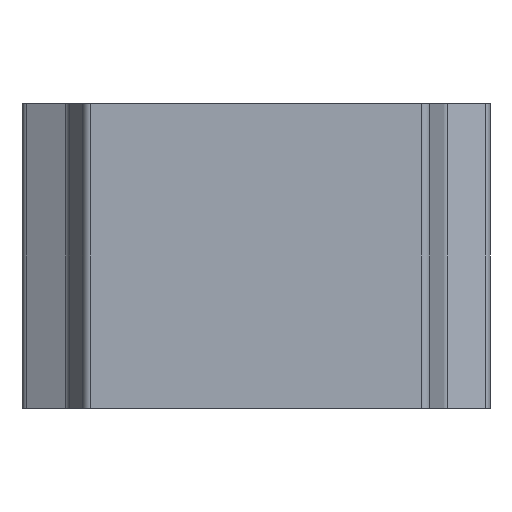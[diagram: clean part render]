
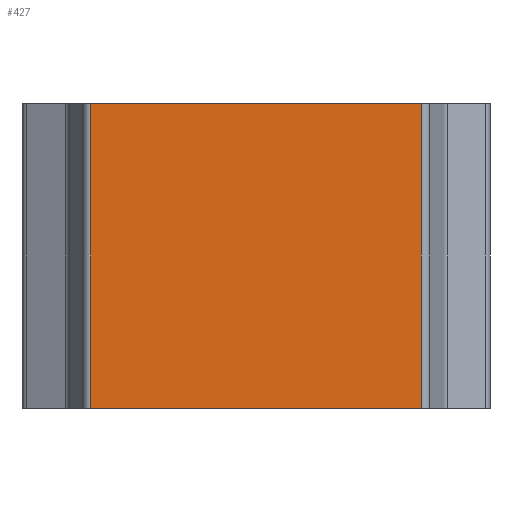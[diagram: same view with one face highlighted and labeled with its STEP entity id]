
A CAD part, front view. The second image highlights one B-rep face of the part: STEP entity #427.
In plain terms, the highlighted planar face has unit normal (0, -1, 0).
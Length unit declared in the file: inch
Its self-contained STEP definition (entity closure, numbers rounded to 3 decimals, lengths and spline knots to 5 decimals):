
#26 = EDGE_LOOP ( 'NONE', ( #581, #487, #370, #445 ) ) ;
#32 = AXIS2_PLACEMENT_3D ( 'NONE', #407, #258, #509 ) ;
#38 = CARTESIAN_POINT ( 'NONE',  ( 0.19254, -0.08675, 0.3545 ) ) ;
#41 = DIRECTION ( 'NONE',  ( 0., 0., -1. ) ) ;
#72 = FACE_OUTER_BOUND ( 'NONE', #26, .T. ) ;
#81 = CARTESIAN_POINT ( 'NONE',  ( -0.19254, -0.08675, 0. ) ) ;
#87 = VERTEX_POINT ( 'NONE', #81 ) ;
#113 = EDGE_CURVE ( 'NONE', #87, #510, #550, .T. ) ;
#143 = VECTOR ( 'NONE', #41, 39.37008 ) ;
#144 = CARTESIAN_POINT ( 'NONE',  ( -0.19254, -0.08675, 0.3545 ) ) ;
#157 = CARTESIAN_POINT ( 'NONE',  ( -0.19254, -0.08675, 0.3545 ) ) ;
#177 = DIRECTION ( 'NONE',  ( 1., 0., 0. ) ) ;
#254 = VECTOR ( 'NONE', #177, 39.37008 ) ;
#258 = DIRECTION ( 'NONE',  ( 0., 1., 0. ) ) ;
#269 = EDGE_CURVE ( 'NONE', #471, #87, #590, .T. ) ;
#290 = CARTESIAN_POINT ( 'NONE',  ( -0.19254, -0.08675, 0.3545 ) ) ;
#335 = CARTESIAN_POINT ( 'NONE',  ( 0.19254, -0.08675, 0. ) ) ;
#339 = EDGE_CURVE ( 'NONE', #471, #634, #555, .T. ) ;
#369 = VECTOR ( 'NONE', #551, 39.37008 ) ;
#370 = ORIENTED_EDGE ( 'NONE', *, *, #339, .F. ) ;
#373 = CARTESIAN_POINT ( 'NONE',  ( -0.19254, -0.08675, 0. ) ) ;
#375 = VECTOR ( 'NONE', #504, 39.37008 ) ;
#386 = CARTESIAN_POINT ( 'NONE',  ( 0.19254, -0.08675, 0.3545 ) ) ;
#407 = CARTESIAN_POINT ( 'NONE',  ( -0.19254, -0.08675, 0.3545 ) ) ;
#427 = ADVANCED_FACE ( 'NONE', ( #72 ), #455, .F. ) ;
#445 = ORIENTED_EDGE ( 'NONE', *, *, #269, .T. ) ;
#455 = PLANE ( 'NONE',  #32 ) ;
#471 = VERTEX_POINT ( 'NONE', #144 ) ;
#487 = ORIENTED_EDGE ( 'NONE', *, *, #619, .F. ) ;
#504 = DIRECTION ( 'NONE',  ( 1., 0., 0. ) ) ;
#509 = DIRECTION ( 'NONE',  ( 0., 0., 1. ) ) ;
#510 = VERTEX_POINT ( 'NONE', #335 ) ;
#540 = LINE ( 'NONE', #386, #143 ) ;
#550 = LINE ( 'NONE', #373, #254 ) ;
#551 = DIRECTION ( 'NONE',  ( 0., 0., -1. ) ) ;
#555 = LINE ( 'NONE', #290, #375 ) ;
#581 = ORIENTED_EDGE ( 'NONE', *, *, #113, .T. ) ;
#590 = LINE ( 'NONE', #157, #369 ) ;
#619 = EDGE_CURVE ( 'NONE', #634, #510, #540, .T. ) ;
#634 = VERTEX_POINT ( 'NONE', #38 ) ;
